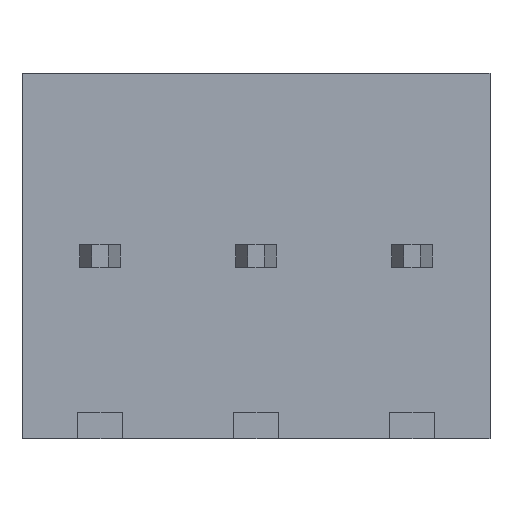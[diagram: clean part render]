
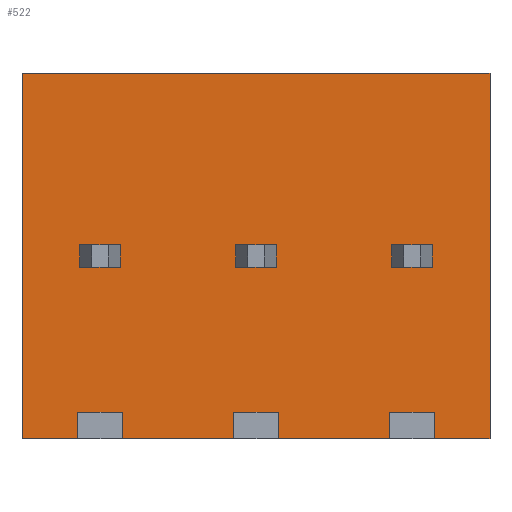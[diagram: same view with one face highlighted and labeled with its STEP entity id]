
A CAD part, front view. The second image highlights one B-rep face of the part: STEP entity #522.
In plain terms, the highlighted planar face has unit normal (0, -1, 0).
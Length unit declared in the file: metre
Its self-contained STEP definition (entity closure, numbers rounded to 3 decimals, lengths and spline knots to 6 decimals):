
#522=ADVANCED_FACE('',(#1103,#1104,#1105,#1106),#1107,.F.);
#1103=FACE_BOUND('',#1710,.T.);
#1104=FACE_OUTER_BOUND('',#1711,.T.);
#1105=FACE_BOUND('',#1712,.T.);
#1106=FACE_BOUND('',#1713,.T.);
#1107=PLANE('',#1714);
#1710=EDGE_LOOP('',(#3223,#3224,#3225,#3226));
#1711=EDGE_LOOP('',(#3227,#3228,#3229,#3230,#3231,#3232,#3233,#3234,#3235,#3236,#3237,#3238,#3239,#3240,#3241,#3242));
#1712=EDGE_LOOP('',(#3243,#3244,#3245,#3246));
#1713=EDGE_LOOP('',(#3247,#3248,#3249,#3250));
#1714=AXIS2_PLACEMENT_3D('',#3251,#3252,#3253);
#3223=ORIENTED_EDGE('',*,*,#4149,.T.);
#3224=ORIENTED_EDGE('',*,*,#4138,.F.);
#3225=ORIENTED_EDGE('',*,*,#3903,.F.);
#3226=ORIENTED_EDGE('',*,*,#3800,.F.);
#3227=ORIENTED_EDGE('',*,*,#3882,.F.);
#3228=ORIENTED_EDGE('',*,*,#3594,.F.);
#3229=ORIENTED_EDGE('',*,*,#4150,.F.);
#3230=ORIENTED_EDGE('',*,*,#3853,.F.);
#3231=ORIENTED_EDGE('',*,*,#3711,.T.);
#3232=ORIENTED_EDGE('',*,*,#3741,.T.);
#3233=ORIENTED_EDGE('',*,*,#4151,.F.);
#3234=ORIENTED_EDGE('',*,*,#4152,.T.);
#3235=ORIENTED_EDGE('',*,*,#4065,.F.);
#3236=ORIENTED_EDGE('',*,*,#3818,.F.);
#3237=ORIENTED_EDGE('',*,*,#4153,.F.);
#3238=ORIENTED_EDGE('',*,*,#3554,.T.);
#3239=ORIENTED_EDGE('',*,*,#3763,.F.);
#3240=ORIENTED_EDGE('',*,*,#3822,.F.);
#3241=ORIENTED_EDGE('',*,*,#4154,.F.);
#3242=ORIENTED_EDGE('',*,*,#4155,.T.);
#3243=ORIENTED_EDGE('',*,*,#4106,.T.);
#3244=ORIENTED_EDGE('',*,*,#3622,.T.);
#3245=ORIENTED_EDGE('',*,*,#3849,.T.);
#3246=ORIENTED_EDGE('',*,*,#3642,.F.);
#3247=ORIENTED_EDGE('',*,*,#3952,.F.);
#3248=ORIENTED_EDGE('',*,*,#4045,.F.);
#3249=ORIENTED_EDGE('',*,*,#4114,.T.);
#3250=ORIENTED_EDGE('',*,*,#3570,.F.);
#3251=CARTESIAN_POINT('',(0.015085,0.0,-0.0082));
#3252=DIRECTION('',(0.,1.0,0.));
#3253=DIRECTION('',(-1.0,0.,0.));
#3554=EDGE_CURVE('',#4251,#4249,#4252,.T.);
#3570=EDGE_CURVE('',#4278,#4280,#4281,.T.);
#3594=EDGE_CURVE('',#4322,#4318,#4324,.T.);
#3622=EDGE_CURVE('',#4371,#4372,#4373,.T.);
#3642=EDGE_CURVE('',#4403,#4405,#4406,.T.);
#3711=EDGE_CURVE('',#4525,#4526,#4527,.T.);
#3741=EDGE_CURVE('',#4526,#4574,#4576,.T.);
#3763=EDGE_CURVE('',#4610,#4249,#4612,.T.);
#3800=EDGE_CURVE('',#4667,#4669,#4670,.T.);
#3818=EDGE_CURVE('',#4694,#4692,#4696,.T.);
#3822=EDGE_CURVE('',#4700,#4610,#4702,.T.);
#3849=EDGE_CURVE('',#4372,#4405,#4741,.T.);
#3853=EDGE_CURVE('',#4525,#4745,#4746,.T.);
#3882=EDGE_CURVE('',#4318,#4791,#4792,.T.);
#3903=EDGE_CURVE('',#4669,#4821,#4822,.T.);
#3952=EDGE_CURVE('',#4889,#4278,#4891,.T.);
#4045=EDGE_CURVE('',#5017,#4889,#5020,.T.);
#4065=EDGE_CURVE('',#4692,#5045,#5046,.T.);
#4106=EDGE_CURVE('',#4403,#4371,#5097,.T.);
#4114=EDGE_CURVE('',#5017,#4280,#5105,.T.);
#4138=EDGE_CURVE('',#4821,#5136,#5137,.T.);
#4149=EDGE_CURVE('',#4667,#5136,#5148,.T.);
#4150=EDGE_CURVE('',#4745,#4322,#5149,.T.);
#4151=EDGE_CURVE('',#5150,#4574,#5151,.T.);
#4152=EDGE_CURVE('',#5150,#5045,#5152,.T.);
#4153=EDGE_CURVE('',#4251,#4694,#5153,.T.);
#4154=EDGE_CURVE('',#5154,#4700,#5155,.T.);
#4155=EDGE_CURVE('',#5154,#4791,#5156,.T.);
#4249=VERTEX_POINT('',#5264);
#4251=VERTEX_POINT('',#5267);
#4252=LINE('',#5268,#5269);
#4278=VERTEX_POINT('',#5315);
#4280=VERTEX_POINT('',#5318);
#4281=LINE('',#5319,#5320);
#4318=VERTEX_POINT('',#5372);
#4322=VERTEX_POINT('',#5378);
#4324=LINE('',#5381,#5382);
#4371=VERTEX_POINT('',#5450);
#4372=VERTEX_POINT('',#5451);
#4373=LINE('',#5452,#5453);
#4403=VERTEX_POINT('',#5493);
#4405=VERTEX_POINT('',#5496);
#4406=LINE('',#5497,#5498);
#4525=VERTEX_POINT('',#5669);
#4526=VERTEX_POINT('',#5670);
#4527=LINE('',#5671,#5672);
#4574=VERTEX_POINT('',#5740);
#4576=LINE('',#5743,#5744);
#4610=VERTEX_POINT('',#5791);
#4612=LINE('',#5794,#5795);
#4667=VERTEX_POINT('',#5873);
#4669=VERTEX_POINT('',#5876);
#4670=LINE('',#5877,#5878);
#4692=VERTEX_POINT('',#5911);
#4694=VERTEX_POINT('',#5914);
#4696=LINE('',#5917,#5918);
#4700=VERTEX_POINT('',#5923);
#4702=LINE('',#5926,#5927);
#4741=LINE('',#5994,#5995);
#4745=VERTEX_POINT('',#6001);
#4746=LINE('',#6002,#6003);
#4791=VERTEX_POINT('',#6080);
#4792=LINE('',#6081,#6082);
#4821=VERTEX_POINT('',#6121);
#4822=LINE('',#6122,#6123);
#4889=VERTEX_POINT('',#6218);
#4891=LINE('',#6221,#6222);
#5017=VERTEX_POINT('',#6420);
#5020=LINE('',#6424,#6425);
#5045=VERTEX_POINT('',#6457);
#5046=LINE('',#6458,#6459);
#5097=LINE('',#6524,#6525);
#5105=LINE('',#6535,#6536);
#5136=VERTEX_POINT('',#6612);
#5137=LINE('',#6613,#6614);
#5148=LINE('',#6628,#6629);
#5149=LINE('',#6630,#6631);
#5150=VERTEX_POINT('',#6632);
#5151=LINE('',#6633,#6634);
#5152=LINE('',#6635,#6636);
#5153=LINE('',#6637,#6638);
#5154=VERTEX_POINT('',#6639);
#5155=LINE('',#6640,#6641);
#5156=LINE('',#6642,#6643);
#5264=CARTESIAN_POINT('',(0.00475,0.0,-0.0076));
#5267=CARTESIAN_POINT('',(0.00475,0.0,-0.0082));
#5268=CARTESIAN_POINT('',(0.00475,0.0,-0.0082));
#5269=VECTOR('',#6747,1.0);
#5315=CARTESIAN_POINT('',(0.0048,0.0,-0.00435));
#5318=CARTESIAN_POINT('',(0.0057,0.0,-0.00435));
#5319=CARTESIAN_POINT('',(0.014775,0.0,-0.00435));
#5320=VECTOR('',#6762,1.0);
#5372=CARTESIAN_POINT('',(0.00925,0.0,-0.0076));
#5378=CARTESIAN_POINT('',(0.00925,0.0,-0.0082));
#5381=CARTESIAN_POINT('',(0.00925,0.0,-0.0082));
#5382=VECTOR('',#6784,1.0);
#5450=CARTESIAN_POINT('',(0.0013,0.0,-0.00435));
#5451=CARTESIAN_POINT('',(0.0013,0.0,-0.00385));
#5452=CARTESIAN_POINT('',(0.0013,0.0,-0.00435));
#5453=VECTOR('',#6806,1.0);
#5493=CARTESIAN_POINT('',(0.0022,0.0,-0.00435));
#5496=CARTESIAN_POINT('',(0.0022,0.0,-0.00385));
#5497=CARTESIAN_POINT('',(0.0022,0.0,-0.00435));
#5498=VECTOR('',#6827,1.0);
#5669=CARTESIAN_POINT('',(0.0105,0.0,0.0));
#5670=CARTESIAN_POINT('',(0.0,0.0,0.0));
#5671=CARTESIAN_POINT('',(0.015085,0.0,0.0));
#5672=VECTOR('',#6903,1.0);
#5740=CARTESIAN_POINT('',(0.0,0.0,-0.0082));
#5743=CARTESIAN_POINT('',(0.0,0.0,-0.0082));
#5744=VECTOR('',#6935,1.0);
#5791=CARTESIAN_POINT('',(0.00575,0.0,-0.0076));
#5794=CARTESIAN_POINT('',(0.014775,0.0,-0.0076));
#5795=VECTOR('',#6956,1.0);
#5873=CARTESIAN_POINT('',(0.0092,0.0,-0.00385));
#5876=CARTESIAN_POINT('',(0.0083,0.0,-0.00385));
#5877=CARTESIAN_POINT('',(0.018275,0.0,-0.00385));
#5878=VECTOR('',#6987,1.0);
#5911=CARTESIAN_POINT('',(0.00225,0.0,-0.0076));
#5914=CARTESIAN_POINT('',(0.00225,0.0,-0.0082));
#5917=CARTESIAN_POINT('',(0.00225,0.0,-0.0082));
#5918=VECTOR('',#7001,1.0);
#5923=CARTESIAN_POINT('',(0.00575,0.0,-0.0082));
#5926=CARTESIAN_POINT('',(0.00575,0.0,-0.0082));
#5927=VECTOR('',#7004,1.0);
#5994=CARTESIAN_POINT('',(0.00175,0.0,-0.00385));
#5995=VECTOR('',#7026,1.0);
#6001=CARTESIAN_POINT('',(0.0105,0.0,-0.0082));
#6002=CARTESIAN_POINT('',(0.0105,0.0,-0.0082));
#6003=VECTOR('',#7029,1.0);
#6080=CARTESIAN_POINT('',(0.00825,0.0,-0.0076));
#6081=CARTESIAN_POINT('',(0.018275,0.0,-0.0076));
#6082=VECTOR('',#7055,1.0);
#6121=CARTESIAN_POINT('',(0.0083,0.0,-0.00435));
#6122=CARTESIAN_POINT('',(0.0083,0.0,-0.0082));
#6123=VECTOR('',#7075,1.0);
#6218=CARTESIAN_POINT('',(0.0048,0.0,-0.00385));
#6221=CARTESIAN_POINT('',(0.0048,0.0,-0.0082));
#6222=VECTOR('',#7120,1.0);
#6420=CARTESIAN_POINT('',(0.0057,0.0,-0.00385));
#6424=CARTESIAN_POINT('',(0.014775,0.0,-0.00385));
#6425=VECTOR('',#7201,1.0);
#6457=CARTESIAN_POINT('',(0.00125,0.0,-0.0076));
#6458=CARTESIAN_POINT('',(0.015085,0.0,-0.0076));
#6459=VECTOR('',#7233,1.0);
#6524=CARTESIAN_POINT('',(0.00175,0.0,-0.00435));
#6525=VECTOR('',#7293,1.0);
#6535=CARTESIAN_POINT('',(0.0057,0.0,-0.0082));
#6536=VECTOR('',#7302,1.0);
#6612=CARTESIAN_POINT('',(0.0092,0.0,-0.00435));
#6613=CARTESIAN_POINT('',(0.018275,0.0,-0.00435));
#6614=VECTOR('',#7324,1.0);
#6628=CARTESIAN_POINT('',(0.0092,0.0,-0.0082));
#6629=VECTOR('',#7328,1.0);
#6630=CARTESIAN_POINT('',(0.010655,0.0,-0.0082));
#6631=VECTOR('',#7329,1.0);
#6632=CARTESIAN_POINT('',(0.00125,0.0,-0.0082));
#6633=CARTESIAN_POINT('',(0.015085,0.0,-0.0082));
#6634=VECTOR('',#7330,1.0);
#6635=CARTESIAN_POINT('',(0.00125,0.0,-0.0082));
#6636=VECTOR('',#7331,1.0);
#6637=CARTESIAN_POINT('',(0.015085,0.0,-0.0082));
#6638=VECTOR('',#7332,1.0);
#6639=CARTESIAN_POINT('',(0.00825,0.0,-0.0082));
#6640=CARTESIAN_POINT('',(0.014775,0.0,-0.0082));
#6641=VECTOR('',#7333,1.0);
#6642=CARTESIAN_POINT('',(0.00825,0.0,-0.0082));
#6643=VECTOR('',#7334,1.0);
#6747=DIRECTION('',(0.,0.,1.0));
#6762=DIRECTION('',(1.0,0.,0.));
#6784=DIRECTION('',(0.,0.,1.0));
#6806=DIRECTION('',(0.,0.,1.0));
#6827=DIRECTION('',(0.,0.,1.0));
#6903=DIRECTION('',(-1.0,0.,0.));
#6935=DIRECTION('',(0.,0.,-1.0));
#6956=DIRECTION('',(-1.0,0.,0.));
#6987=DIRECTION('',(-1.0,0.,0.));
#7001=DIRECTION('',(0.,0.,1.0));
#7004=DIRECTION('',(0.,0.,1.0));
#7026=DIRECTION('',(1.0,0.,0.));
#7029=DIRECTION('',(0.,0.,-1.0));
#7055=DIRECTION('',(-1.0,0.,0.));
#7075=DIRECTION('',(0.,0.,-1.0));
#7120=DIRECTION('',(0.,0.,-1.0));
#7201=DIRECTION('',(-1.0,0.,0.));
#7233=DIRECTION('',(-1.0,0.,0.));
#7293=DIRECTION('',(-1.0,0.,0.));
#7302=DIRECTION('',(0.,0.,-1.0));
#7324=DIRECTION('',(1.0,0.,0.));
#7328=DIRECTION('',(0.,0.,-1.0));
#7329=DIRECTION('',(-1.0,0.,0.));
#7330=DIRECTION('',(-1.0,0.,0.));
#7331=DIRECTION('',(0.,0.,1.0));
#7332=DIRECTION('',(-1.0,0.,0.));
#7333=DIRECTION('',(-1.0,0.,0.));
#7334=DIRECTION('',(0.,0.,1.0));
